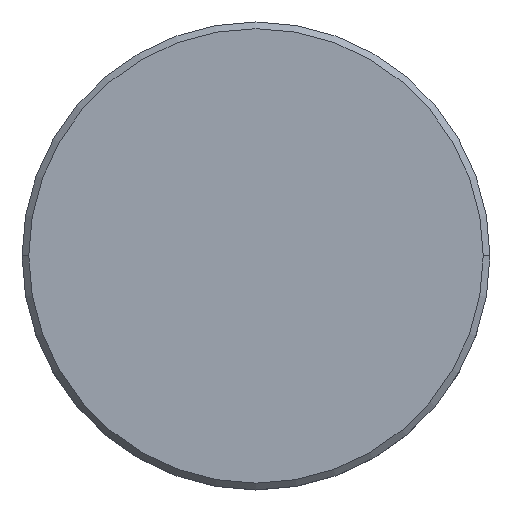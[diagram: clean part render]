
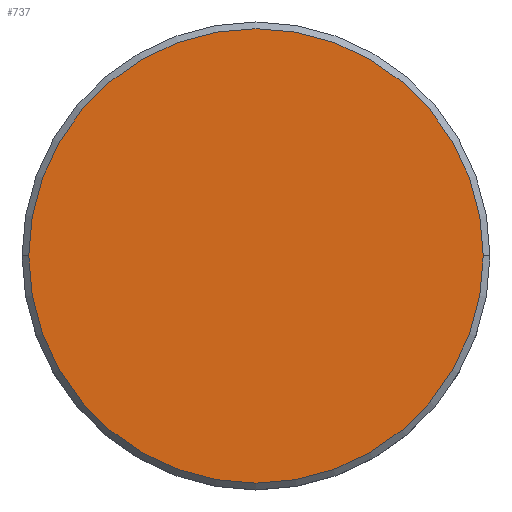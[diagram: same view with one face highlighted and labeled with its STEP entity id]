
A CAD part, top view. The second image highlights one B-rep face of the part: STEP entity #737.
In plain terms, the highlighted planar face has unit normal (0, 0, 1).
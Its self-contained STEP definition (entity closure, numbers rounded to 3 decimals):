
#92 = DIRECTION ( 'NONE',  ( 0., 0., 1. ) ) ;
#96 = CARTESIAN_POINT ( 'NONE',  ( 17., 0., 0. ) ) ;
#98 = CIRCLE ( 'NONE', #217, 17. ) ;
#100 = CARTESIAN_POINT ( 'NONE',  ( -17., 0., 0. ) ) ;
#204 = EDGE_CURVE ( 'NONE', #510, #241, #98, .T. ) ;
#217 = AXIS2_PLACEMENT_3D ( 'NONE', #740, #92, #562 ) ;
#237 = DIRECTION ( 'NONE',  ( 0., 0., 1. ) ) ;
#241 = VERTEX_POINT ( 'NONE', #100 ) ;
#302 = ORIENTED_EDGE ( 'NONE', *, *, #337, .T. ) ;
#328 = ORIENTED_EDGE ( 'NONE', *, *, #204, .T. ) ;
#337 = EDGE_CURVE ( 'NONE', #241, #510, #381, .T. ) ;
#381 = CIRCLE ( 'NONE', #533, 17. ) ;
#399 = DIRECTION ( 'NONE',  ( 1., 0., 0. ) ) ;
#510 = VERTEX_POINT ( 'NONE', #96 ) ;
#533 = AXIS2_PLACEMENT_3D ( 'NONE', #567, #237, #399 ) ;
#562 = DIRECTION ( 'NONE',  ( 1., 0., 0. ) ) ;
#567 = CARTESIAN_POINT ( 'NONE',  ( 0., 0., 0. ) ) ;
#573 = CARTESIAN_POINT ( 'NONE',  ( 0., 0., 0. ) ) ;
#666 = AXIS2_PLACEMENT_3D ( 'NONE', #573, #759, #946 ) ;
#737 = ADVANCED_FACE ( 'NONE', ( #753 ), #1127, .T. ) ;
#740 = CARTESIAN_POINT ( 'NONE',  ( 0., 0., 0. ) ) ;
#753 = FACE_OUTER_BOUND ( 'NONE', #1139, .T. ) ;
#759 = DIRECTION ( 'NONE',  ( 0., 0., 1. ) ) ;
#946 = DIRECTION ( 'NONE',  ( 1., 0., 0. ) ) ;
#1127 = PLANE ( 'NONE',  #666 ) ;
#1139 = EDGE_LOOP ( 'NONE', ( #302, #328 ) ) ;
